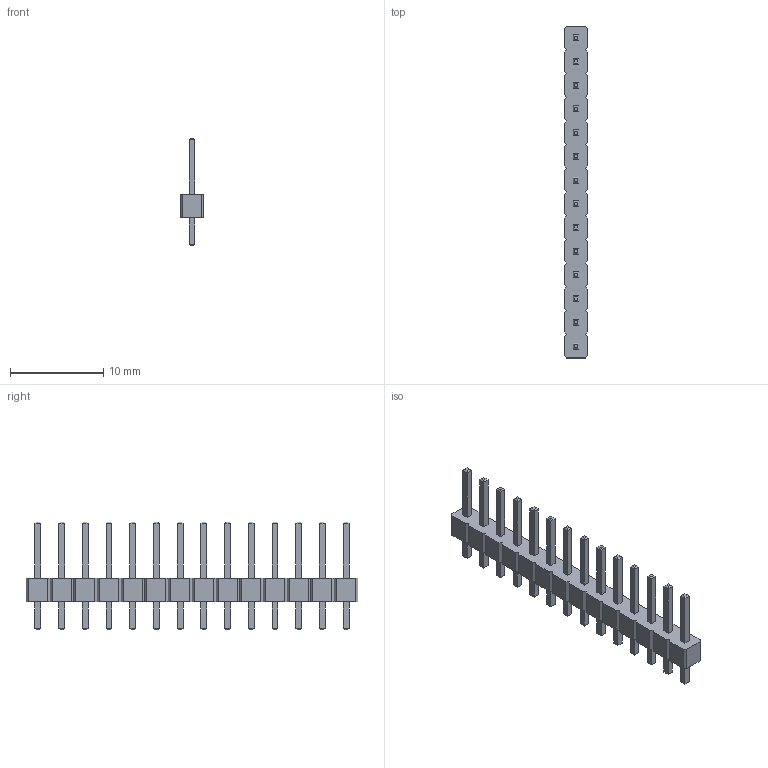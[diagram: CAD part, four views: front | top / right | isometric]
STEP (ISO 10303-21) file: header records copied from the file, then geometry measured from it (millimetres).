
FILE_DESCRIPTION(/* description */ ('model of Pin_Header_Straight_1x14_Pitch2.54mm'),/* implementation_level */ '2;1');
FILE_NAME(/* name */ 'Pin_Header_Straight_1x14_Pitch2.54mm.step',/* time_stamp */ '2017-06-29T09:08:48',/* author */ ('kicad StepUp','ksu'),/* organization */ ('FreeCAD'),/* preprocessor_version */ 'OCC',/* originating_system */ 'kicad StepUp',/* authorisation */ '');
FILE_SCHEMA(('AUTOMOTIVE_DESIGN_CC2 { 1 2 10303 214 -1 1 5 4 }'));
Length unit declared in the file: millimetre
Products named in the file (1): Pin_Header_Straight_1x14_Pitch254mm
Bounding box: 2.54 x 35.56 x 11.54 mm (x, y, z)
Volume: 275.9 mm3; surface area: 698.1 mm2
Topology: 1 solids, 1 shells, 340 faces, 818 edges, 508 vertices
Faces by surface type: plane 340
Entity records: 11919 total; most frequent: CARTESIAN_POINT 1667, ORIENTED_EDGE 1636, DIRECTION 1500, EDGE_CURVE 818, LINE 818, VECTOR 818, VERTEX_POINT 508, FACE_BOUND 368
